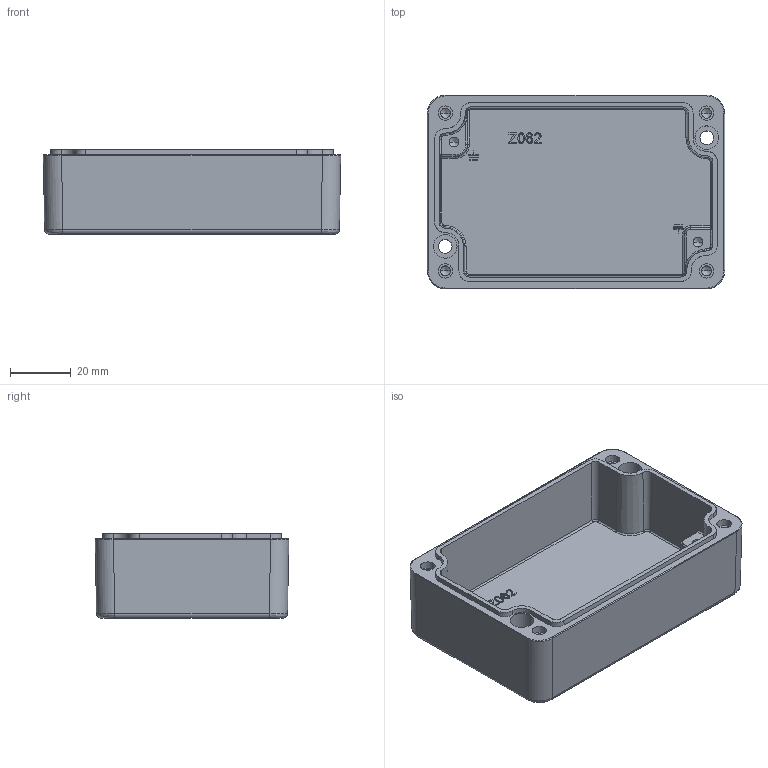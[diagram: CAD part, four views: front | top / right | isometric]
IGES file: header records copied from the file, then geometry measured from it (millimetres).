
Global section: file name: No Iges File Name specified; native system: AutoDesk Inventor R11.0; preprocessor: AutoDesk Inventor Iges Exporter R11.0; author: No Author specified; organization: No Organization specified; date: 20070207.095521; units: millimetre
Bounding box: 97.89 x 63.74 x 27.8 mm (x, y, z)
Volume: 58570.2 mm3; surface area: 29023.6 mm2
Topology: 1 solids, 1 shells, 265 faces, 657 edges, 400 vertices
Faces by surface type: bspline 121, plane 86, revolution 26, cylinder 16, cone 14, torus 2
